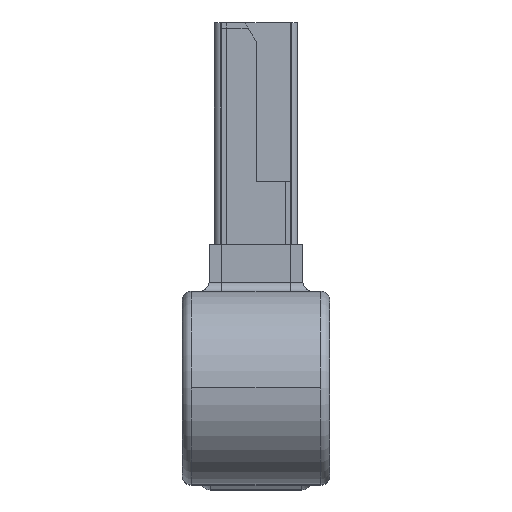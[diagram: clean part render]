
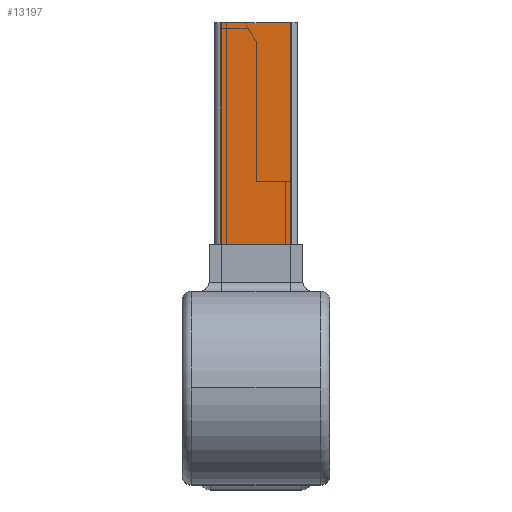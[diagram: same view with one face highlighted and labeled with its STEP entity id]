
A CAD part, top view. The second image highlights one B-rep face of the part: STEP entity #13197.
In plain terms, the highlighted face is planar.
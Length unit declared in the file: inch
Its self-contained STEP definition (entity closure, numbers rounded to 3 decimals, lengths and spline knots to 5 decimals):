
#2559 = LINE ( 'NONE', #17262, #23653 ) ;
#6040 = CARTESIAN_POINT ( 'NONE',  ( -0.23622, -0.07358, 0. ) ) ;
#7362 = DIRECTION ( 'NONE',  ( 0., 0., -1. ) ) ;
#7528 = EDGE_CURVE ( 'NONE', #42719, #53546, #2559, .T. ) ;
#7604 = ORIENTED_EDGE ( 'NONE', *, *, #91878, .T. ) ;
#11155 = CARTESIAN_POINT ( 'NONE',  ( -0.23622, -0.07358, 0. ) ) ;
#13197 = ADVANCED_FACE ( 'NONE', ( #38435 ), #22121, .F. ) ;
#17262 = CARTESIAN_POINT ( 'NONE',  ( -0.23622, -0.07358, -0.65083 ) ) ;
#17586 = EDGE_LOOP ( 'NONE', ( #86763, #49690, #92553, #7604, #83928 ) ) ;
#21607 = CARTESIAN_POINT ( 'NONE',  ( -0.23622, -0.07358, 0. ) ) ;
#22121 = PLANE ( 'NONE',  #81266 ) ;
#22686 = DIRECTION ( 'NONE',  ( 0., 0., -1. ) ) ;
#23653 = VECTOR ( 'NONE', #34623, 39.37008 ) ;
#23903 = VECTOR ( 'NONE', #91455, 39.37008 ) ;
#24096 = CARTESIAN_POINT ( 'NONE',  ( -0.23622, 0.07358, 0. ) ) ;
#26674 = EDGE_CURVE ( 'NONE', #96961, #53546, #95011, .T. ) ;
#28542 = VERTEX_POINT ( 'NONE', #6040 ) ;
#31799 = CARTESIAN_POINT ( 'NONE',  ( -0.23622, -0.07358, 0. ) ) ;
#34623 = DIRECTION ( 'NONE',  ( 0., 1., 0. ) ) ;
#35528 = EDGE_CURVE ( 'NONE', #28542, #42719, #103691, .T. ) ;
#38435 = FACE_OUTER_BOUND ( 'NONE', #17586, .T. ) ;
#42719 = VERTEX_POINT ( 'NONE', #99549 ) ;
#47525 = VECTOR ( 'NONE', #22686, 39.37008 ) ;
#49690 = ORIENTED_EDGE ( 'NONE', *, *, #35528, .F. ) ;
#53546 = VERTEX_POINT ( 'NONE', #57081 ) ;
#53628 = DIRECTION ( 'NONE',  ( 1., 0., 0. ) ) ;
#54343 = EDGE_CURVE ( 'NONE', #96806, #28542, #66233, .T. ) ;
#57081 = CARTESIAN_POINT ( 'NONE',  ( -0.23622, 0.07358, -0.65083 ) ) ;
#66233 = LINE ( 'NONE', #11155, #23903 ) ;
#67571 = CARTESIAN_POINT ( 'NONE',  ( -0.23622, 0.07358, -0.64961 ) ) ;
#79242 = CARTESIAN_POINT ( 'NONE',  ( -0.23622, 0.07358, -0.64961 ) ) ;
#81098 = DIRECTION ( 'NONE',  ( 0., 0., -1. ) ) ;
#81266 = AXIS2_PLACEMENT_3D ( 'NONE', #21607, #53628, #101894 ) ;
#83879 = VECTOR ( 'NONE', #7362, 39.37008 ) ;
#83928 = ORIENTED_EDGE ( 'NONE', *, *, #26674, .T. ) ;
#85702 = LINE ( 'NONE', #101943, #47525 ) ;
#86763 = ORIENTED_EDGE ( 'NONE', *, *, #7528, .F. ) ;
#91455 = DIRECTION ( 'NONE',  ( 0., -1., 0. ) ) ;
#91878 = EDGE_CURVE ( 'NONE', #96806, #96961, #85702, .T. ) ;
#92553 = ORIENTED_EDGE ( 'NONE', *, *, #54343, .F. ) ;
#95011 = LINE ( 'NONE', #79242, #83879 ) ;
#96806 = VERTEX_POINT ( 'NONE', #24096 ) ;
#96961 = VERTEX_POINT ( 'NONE', #67571 ) ;
#99352 = VECTOR ( 'NONE', #81098, 39.37008 ) ;
#99549 = CARTESIAN_POINT ( 'NONE',  ( -0.23622, -0.07358, -0.65083 ) ) ;
#101894 = DIRECTION ( 'NONE',  ( 0., 0., -1. ) ) ;
#101943 = CARTESIAN_POINT ( 'NONE',  ( -0.23622, 0.07358, 0. ) ) ;
#103691 = LINE ( 'NONE', #31799, #99352 ) ;
